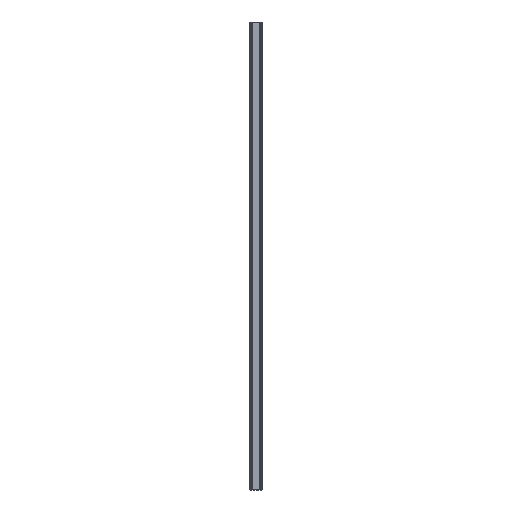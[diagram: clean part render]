
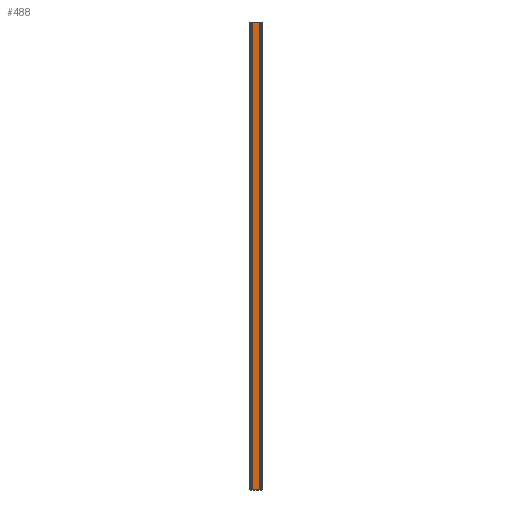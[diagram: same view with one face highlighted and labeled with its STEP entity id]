
A CAD part, top view. The second image highlights one B-rep face of the part: STEP entity #488.
In plain terms, the highlighted planar face has unit normal (0, 0, 1).
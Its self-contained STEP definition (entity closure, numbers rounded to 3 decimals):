
#488=ADVANCED_FACE('',(#1006),#1007,.T.);
#1006=FACE_OUTER_BOUND('',#1530,.T.);
#1007=PLANE('',#1531);
#1530=EDGE_LOOP('',(#2930,#2931,#2932,#2933));
#1531=AXIS2_PLACEMENT_3D('',#2934,#2935,#2936);
#2930=ORIENTED_EDGE('',*,*,#3484,.T.);
#2931=ORIENTED_EDGE('',*,*,#3602,.F.);
#2932=ORIENTED_EDGE('',*,*,#3365,.T.);
#2933=ORIENTED_EDGE('',*,*,#3600,.T.);
#2934=CARTESIAN_POINT('',(7.2,1710.0,38.));
#2935=DIRECTION('',(0.0,0.0,1.0));
#2936=DIRECTION('',(-1.0,0.0,0.0));
#3365=EDGE_CURVE('',#4118,#4116,#4119,.T.);
#3484=EDGE_CURVE('',#4311,#4309,#4312,.T.);
#3600=EDGE_CURVE('',#4116,#4311,#4442,.T.);
#3602=EDGE_CURVE('',#4118,#4309,#4444,.T.);
#4116=VERTEX_POINT('',#5153);
#4118=VERTEX_POINT('',#5156);
#4119=LINE('',#5157,#5158);
#4309=VERTEX_POINT('',#5437);
#4311=VERTEX_POINT('',#5440);
#4312=LINE('',#5441,#5442);
#4442=LINE('',#5601,#5602);
#4444=LINE('',#5604,#5605);
#5153=CARTESIAN_POINT('',(-14.4,1710.0,38.));
#5156=CARTESIAN_POINT('',(14.4,1710.0,38.));
#5157=CARTESIAN_POINT('',(14.4,1710.0,38.));
#5158=VECTOR('',#5954,1.0);
#5437=CARTESIAN_POINT('',(14.4,0.0,38.));
#5440=CARTESIAN_POINT('',(-14.4,0.0,38.));
#5441=CARTESIAN_POINT('',(0.0,0.0,38.));
#5442=VECTOR('',#6057,1.0);
#5601=CARTESIAN_POINT('',(-14.4,1710.0,38.));
#5602=VECTOR('',#6195,1.0);
#5604=CARTESIAN_POINT('',(14.4,1710.0,38.));
#5605=VECTOR('',#6196,1.0);
#5954=DIRECTION('',(-1.0,0.0,0.0));
#6057=DIRECTION('',(1.0,0.0,0.0));
#6195=DIRECTION('',(0.0,-1.0,0.0));
#6196=DIRECTION('',(0.0,-1.0,0.0));
